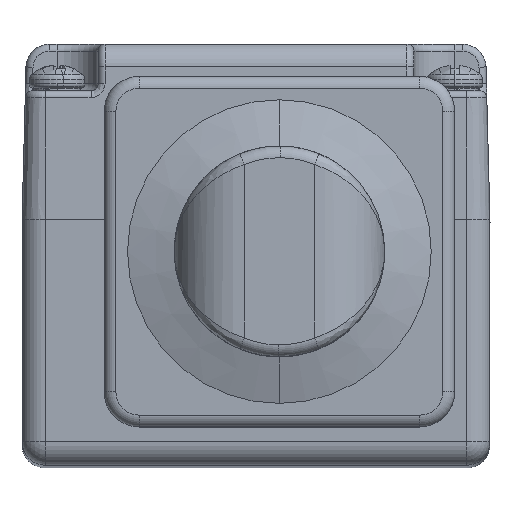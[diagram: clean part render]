
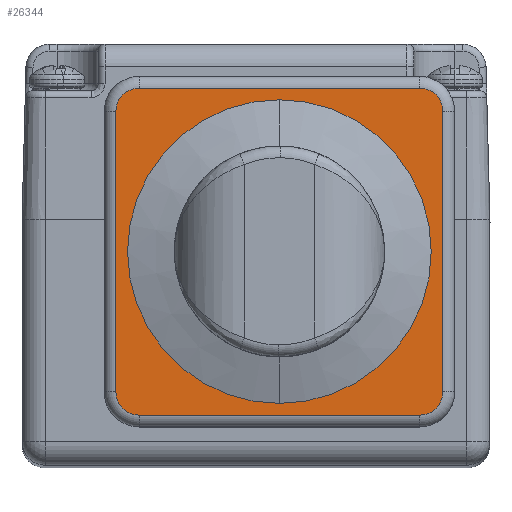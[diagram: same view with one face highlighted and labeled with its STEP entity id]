
A CAD part, top view. The second image highlights one B-rep face of the part: STEP entity #26344.
In plain terms, the highlighted planar face has unit normal (0, 0, 1).
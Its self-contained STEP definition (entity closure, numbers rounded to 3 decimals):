
#128 = VERTEX_POINT ( 'NONE', #36615 ) ;
#512 = CIRCLE ( 'NONE', #39519, 6.489 ) ;
#879 = CIRCLE ( 'NONE', #29631, 1. ) ;
#1102 = CARTESIAN_POINT ( 'NONE',  ( 0., 0., 119.2 ) ) ;
#1121 = ORIENTED_EDGE ( 'NONE', *, *, #1536, .F. ) ;
#1536 = EDGE_CURVE ( 'NONE', #32129, #11455, #21914, .T. ) ;
#1719 = EDGE_CURVE ( 'NONE', #8309, #4275, #15288, .T. ) ;
#2161 = VERTEX_POINT ( 'NONE', #9240 ) ;
#2563 = CARTESIAN_POINT ( 'NONE',  ( 6.989, 5.989, 119.2 ) ) ;
#2788 = CIRCLE ( 'NONE', #34759, 1. ) ;
#3665 = CARTESIAN_POINT ( 'NONE',  ( 5.989, 6.989, 119.2 ) ) ;
#3672 = CARTESIAN_POINT ( 'NONE',  ( -5.989, -5.989, 119.2 ) ) ;
#4275 = VERTEX_POINT ( 'NONE', #30783 ) ;
#4298 = CARTESIAN_POINT ( 'NONE',  ( 6.989, -5.989, 119.2 ) ) ;
#4342 = EDGE_CURVE ( 'NONE', #8309, #12336, #36584, .T. ) ;
#5619 = CARTESIAN_POINT ( 'NONE',  ( 0., -6.489, 119.2 ) ) ;
#5698 = ORIENTED_EDGE ( 'NONE', *, *, #10756, .F. ) ;
#5942 = AXIS2_PLACEMENT_3D ( 'NONE', #1102, #13516, #13322 ) ;
#6167 = DIRECTION ( 'NONE',  ( 0., 1., 0. ) ) ;
#6551 = ORIENTED_EDGE ( 'NONE', *, *, #6568, .F. ) ;
#6568 = EDGE_CURVE ( 'NONE', #34611, #4275, #879, .T. ) ;
#7225 = AXIS2_PLACEMENT_3D ( 'NONE', #35245, #38435, #29430 ) ;
#8309 = VERTEX_POINT ( 'NONE', #35797 ) ;
#8571 = DIRECTION ( 'NONE',  ( 0., 0., -1. ) ) ;
#9240 = CARTESIAN_POINT ( 'NONE',  ( 5.989, 6.989, 119.2 ) ) ;
#9269 = ORIENTED_EDGE ( 'NONE', *, *, #34169, .T. ) ;
#10277 = DIRECTION ( 'NONE',  ( 0., 0., -1. ) ) ;
#10756 = EDGE_CURVE ( 'NONE', #11010, #128, #31623, .T. ) ;
#11010 = VERTEX_POINT ( 'NONE', #4298 ) ;
#11320 = VECTOR ( 'NONE', #11835, 1000. ) ;
#11455 = VERTEX_POINT ( 'NONE', #5619 ) ;
#11835 = DIRECTION ( 'NONE',  ( 1., 0., 0. ) ) ;
#12336 = VERTEX_POINT ( 'NONE', #25293 ) ;
#12479 = LINE ( 'NONE', #3665, #38345 ) ;
#13124 = CARTESIAN_POINT ( 'NONE',  ( 6.989, -5.989, 119.2 ) ) ;
#13322 = DIRECTION ( 'NONE',  ( 0., 1., 0. ) ) ;
#13516 = DIRECTION ( 'NONE',  ( 0., 0., 1. ) ) ;
#13842 = PLANE ( 'NONE',  #7225 ) ;
#14052 = DIRECTION ( 'NONE',  ( 0., -1., 0. ) ) ;
#14344 = AXIS2_PLACEMENT_3D ( 'NONE', #27136, #24118, #14711 ) ;
#14404 = EDGE_CURVE ( 'NONE', #2161, #12336, #12479, .T. ) ;
#14629 = CARTESIAN_POINT ( 'NONE',  ( -5.989, -6.989, 119.2 ) ) ;
#14711 = DIRECTION ( 'NONE',  ( 1., 0., 0. ) ) ;
#15288 = LINE ( 'NONE', #30493, #25115 ) ;
#16310 = ORIENTED_EDGE ( 'NONE', *, *, #37300, .T. ) ;
#17822 = VECTOR ( 'NONE', #37538, 1000. ) ;
#18933 = EDGE_CURVE ( 'NONE', #2161, #37914, #2788, .T. ) ;
#19341 = AXIS2_PLACEMENT_3D ( 'NONE', #31192, #37577, #24974 ) ;
#19479 = DIRECTION ( 'NONE',  ( 0., -1., 0. ) ) ;
#20461 = EDGE_LOOP ( 'NONE', ( #27554, #33727, #32967, #6551, #9269, #5698, #16310, #28590 ) ) ;
#20690 = DIRECTION ( 'NONE',  ( 0., -1., 0. ) ) ;
#21914 = CIRCLE ( 'NONE', #5942, 6.489 ) ;
#23630 = LINE ( 'NONE', #14629, #11320 ) ;
#24118 = DIRECTION ( 'NONE',  ( 0., 0., -1. ) ) ;
#24974 = DIRECTION ( 'NONE',  ( -1., 0., 0. ) ) ;
#25115 = VECTOR ( 'NONE', #20690, 1000. ) ;
#25293 = CARTESIAN_POINT ( 'NONE',  ( -5.989, 6.989, 119.2 ) ) ;
#26344 = ADVANCED_FACE ( 'NONE', ( #35058, #32442 ), #13842, .F. ) ;
#26466 = ORIENTED_EDGE ( 'NONE', *, *, #35479, .F. ) ;
#27136 = CARTESIAN_POINT ( 'NONE',  ( 5.989, -5.989, 119.2 ) ) ;
#27200 = CARTESIAN_POINT ( 'NONE',  ( 5.989, 5.989, 119.2 ) ) ;
#27554 = ORIENTED_EDGE ( 'NONE', *, *, #14404, .T. ) ;
#28590 = ORIENTED_EDGE ( 'NONE', *, *, #18933, .F. ) ;
#28703 = EDGE_LOOP ( 'NONE', ( #1121, #26466 ) ) ;
#28880 = CARTESIAN_POINT ( 'NONE',  ( 0., 6.489, 119.2 ) ) ;
#29430 = DIRECTION ( 'NONE',  ( 1., 0., 0. ) ) ;
#29631 = AXIS2_PLACEMENT_3D ( 'NONE', #3672, #10277, #19479 ) ;
#30184 = CARTESIAN_POINT ( 'NONE',  ( -5.989, -6.989, 119.2 ) ) ;
#30493 = CARTESIAN_POINT ( 'NONE',  ( -6.989, 5.989, 119.2 ) ) ;
#30783 = CARTESIAN_POINT ( 'NONE',  ( -6.989, -5.989, 119.2 ) ) ;
#31192 = CARTESIAN_POINT ( 'NONE',  ( -5.989, 5.989, 119.2 ) ) ;
#31532 = LINE ( 'NONE', #13124, #17822 ) ;
#31623 = CIRCLE ( 'NONE', #14344, 1. ) ;
#32129 = VERTEX_POINT ( 'NONE', #28880 ) ;
#32442 = FACE_BOUND ( 'NONE', #28703, .T. ) ;
#32967 = ORIENTED_EDGE ( 'NONE', *, *, #1719, .T. ) ;
#33727 = ORIENTED_EDGE ( 'NONE', *, *, #4342, .F. ) ;
#34169 = EDGE_CURVE ( 'NONE', #34611, #128, #23630, .T. ) ;
#34611 = VERTEX_POINT ( 'NONE', #30184 ) ;
#34759 = AXIS2_PLACEMENT_3D ( 'NONE', #27200, #8571, #6167 ) ;
#35058 = FACE_OUTER_BOUND ( 'NONE', #20461, .T. ) ;
#35245 = CARTESIAN_POINT ( 'NONE',  ( 0., 0., 119.2 ) ) ;
#35464 = DIRECTION ( 'NONE',  ( 0., 0., 1. ) ) ;
#35479 = EDGE_CURVE ( 'NONE', #11455, #32129, #512, .T. ) ;
#35797 = CARTESIAN_POINT ( 'NONE',  ( -6.989, 5.989, 119.2 ) ) ;
#36584 = CIRCLE ( 'NONE', #19341, 1. ) ;
#36615 = CARTESIAN_POINT ( 'NONE',  ( 5.989, -6.989, 119.2 ) ) ;
#36887 = DIRECTION ( 'NONE',  ( -1., 0., 0. ) ) ;
#37300 = EDGE_CURVE ( 'NONE', #11010, #37914, #31532, .T. ) ;
#37538 = DIRECTION ( 'NONE',  ( 0., 1., 0. ) ) ;
#37577 = DIRECTION ( 'NONE',  ( 0., 0., -1. ) ) ;
#37881 = CARTESIAN_POINT ( 'NONE',  ( 0., 0., 119.2 ) ) ;
#37914 = VERTEX_POINT ( 'NONE', #2563 ) ;
#38345 = VECTOR ( 'NONE', #36887, 1000. ) ;
#38435 = DIRECTION ( 'NONE',  ( 0., 0., -1. ) ) ;
#39519 = AXIS2_PLACEMENT_3D ( 'NONE', #37881, #35464, #14052 ) ;
